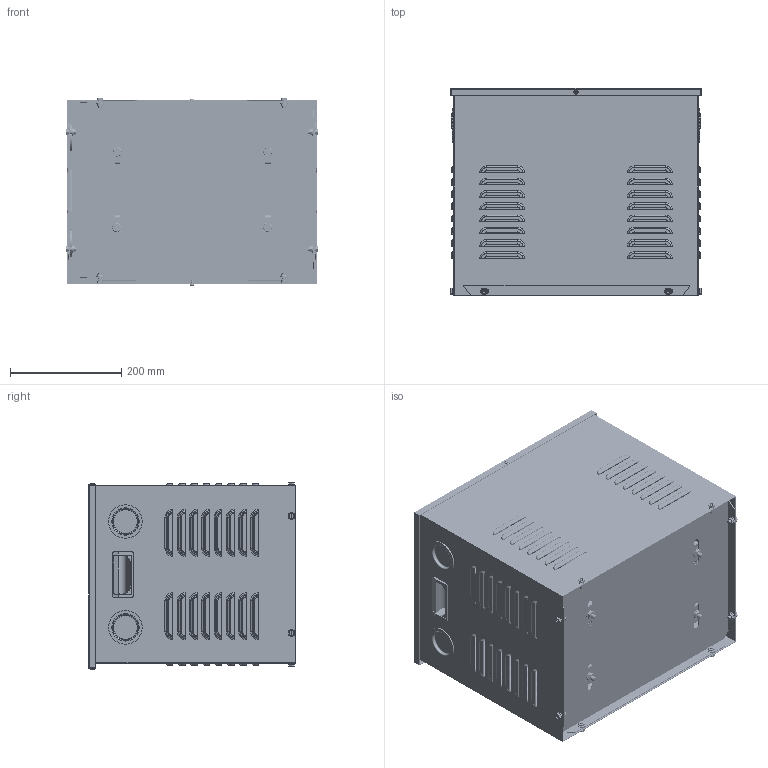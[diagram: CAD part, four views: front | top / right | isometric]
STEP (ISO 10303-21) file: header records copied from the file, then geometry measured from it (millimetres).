
FILE_DESCRIPTION((''),'2;1');
FILE_NAME('ASM0001_ASM','2023-02-25T',('Administrator'),(''),'PRO/ENGINEER BY PARAMETRIC TECHNOLOGY CORPORATION, 2008380','PRO/ENGINEER BY PARAMETRIC TECHNOLOGY CORPORATION, 2008380','');
FILE_SCHEMA(('CONFIG_CONTROL_DESIGN'));
Length unit declared in the file: millimetre
Products named in the file (29): PRT0001; PRT0002; PRT0003; PRT0004; PRT0007; PRT0005; PRT0006; MANIFOLD_SOLID_BREP_327; MANIFOLD_SOLID_BREP_328; MANIFOLD_SOLID_BREP_329; MANIFOLD_SOLID_BREP_330; MANIFOLD_SOLID_BREP_331; MANIFOLD_SOLID_BREP_332; MANIFOLD_SOLID_BREP_333; MANIFOLD_SOLID_BREP_334; ADMI1E9C3DA79MFN_ASM; 000_ASM; PRT0008; PRT0009; PRT0010; PRT0011; PRT0012; PRT0013; PRT0014; PRT0015; PRT0016; FUSHOU; PRT0017; ASM0001_ASM
Assembly tree (71 placements, depth 4):
  ASM0001_ASM
    PRT0001
    PRT0002  x2
    PRT0003  x2
    PRT0004  x8
    PRT0007  x3
    PRT0005  x4
    PRT0006  x4
    000_ASM  x2
      ADMI1E9C3DA79MFN_ASM
        MANIFOLD_SOLID_BREP_327
        MANIFOLD_SOLID_BREP_328
        MANIFOLD_SOLID_BREP_329
        MANIFOLD_SOLID_BREP_330
        MANIFOLD_SOLID_BREP_331
        MANIFOLD_SOLID_BREP_332
        MANIFOLD_SOLID_BREP_333
        MANIFOLD_SOLID_BREP_334
    PRT0008
    PRT0009
    PRT0010
    PRT0011  x8
    PRT0012  x8
    PRT0013  x4
    PRT0014  x4
    PRT0015
    PRT0016  x2
    FUSHOU  x2
    PRT0017  x4
Bounding box: 451 x 371.2 x 336.48 mm (x, y, z)
Volume: 12520293.3 mm3; surface area: 3119361.5 mm2
Topology: 76 solids, 88 shells, 5705 faces, 14681 edges, 9295 vertices
Faces by surface type: plane 3195, cylinder 1633, torus 610, bspline 217, cone 32, sphere 18
Entity records: 89924 total; most frequent: CARTESIAN_POINT 17849, DIRECTION 15517, ORIENTED_EDGE 14760, EDGE_CURVE 7380, AXIS2_PLACEMENT_3D 5553, VERTEX_POINT 4696, VECTOR 4411, LINE 4411
